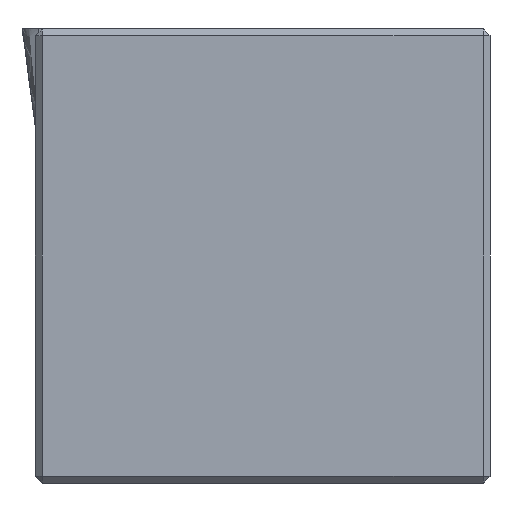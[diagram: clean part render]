
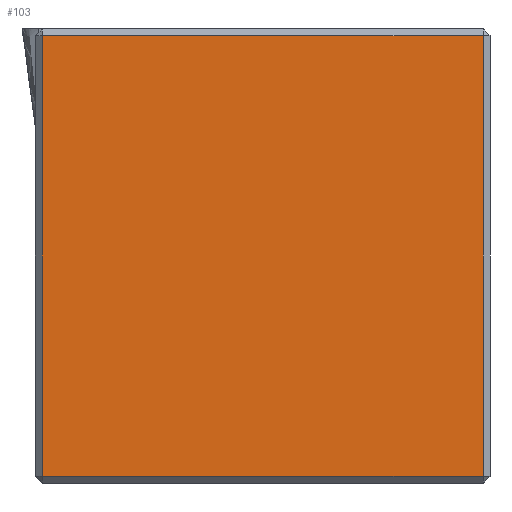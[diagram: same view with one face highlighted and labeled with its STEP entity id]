
A CAD part, front view. The second image highlights one B-rep face of the part: STEP entity #103.
In plain terms, the highlighted planar face has unit normal (0, -1, 0).
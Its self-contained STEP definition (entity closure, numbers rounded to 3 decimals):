
#103=ADVANCED_FACE('',(#176),#144,.F.);
#144=PLANE('',#721);
#176=FACE_OUTER_BOUND('',#212,.T.);
#212=EDGE_LOOP('',(#283,#284,#285,#286));
#283=ORIENTED_EDGE('',*,*,#518,.T.);
#284=ORIENTED_EDGE('',*,*,#519,.T.);
#285=ORIENTED_EDGE('',*,*,#520,.T.);
#286=ORIENTED_EDGE('',*,*,#521,.T.);
#457=VERTEX_POINT('',#977);
#458=VERTEX_POINT('',#978);
#459=VERTEX_POINT('',#980);
#460=VERTEX_POINT('',#982);
#518=EDGE_CURVE('',#457,#458,#605,.T.);
#519=EDGE_CURVE('',#458,#459,#606,.T.);
#520=EDGE_CURVE('',#459,#460,#607,.T.);
#521=EDGE_CURVE('',#460,#457,#608,.T.);
#605=LINE('',#976,#669);
#606=LINE('',#979,#670);
#607=LINE('',#981,#671);
#608=LINE('',#983,#672);
#669=VECTOR('',#802,1.);
#670=VECTOR('',#803,1.);
#671=VECTOR('',#804,1.);
#672=VECTOR('',#805,1.);
#721=AXIS2_PLACEMENT_3D('',#984,#806,#807);
#802=DIRECTION('',(0.,0.,-1.));
#803=DIRECTION('',(1.,0.,0.));
#804=DIRECTION('',(0.,0.,1.));
#805=DIRECTION('',(-1.,0.,0.));
#806=DIRECTION('',(0.,1.,0.));
#807=DIRECTION('',(0.,0.,1.));
#976=CARTESIAN_POINT('',(-2.225,-126.352,0.));
#977=CARTESIAN_POINT('',(-2.225,-126.352,-0.3));
#978=CARTESIAN_POINT('',(-2.225,-126.352,-19.7));
#979=CARTESIAN_POINT('',(17.475,-126.352,-19.7));
#980=CARTESIAN_POINT('',(17.175,-126.352,-19.7));
#981=CARTESIAN_POINT('',(17.175,-126.352,0.));
#982=CARTESIAN_POINT('',(17.175,-126.352,-0.3));
#983=CARTESIAN_POINT('',(-2.525,-126.352,-0.3));
#984=CARTESIAN_POINT('',(-2.525,-126.352,0.));
